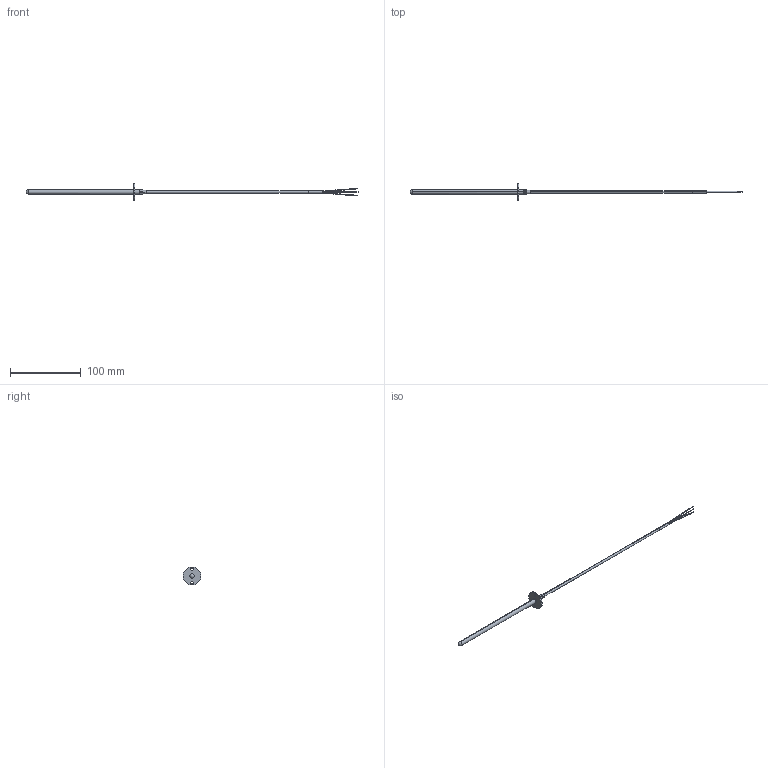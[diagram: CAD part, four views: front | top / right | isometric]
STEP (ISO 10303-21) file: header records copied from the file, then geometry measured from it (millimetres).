
FILE_DESCRIPTION (( 'STEP AP214' ), '1' );
FILE_NAME ('RTD1-F06L06-01.STEP', '2021-06-09T01:01:12', ( '' ), ( '' ), 'SwSTEP 2.0', 'SolidWorks 2017', '' );
FILE_SCHEMA (( 'AUTOMOTIVE_DESIGN' ));
Length unit declared in the file: inch
Products named in the file (1): RTD1-F06L06-01
Bounding box: 469.9 x 25.4 x 25.4 mm (x, y, z)
Volume: 8753.4 mm3; surface area: 14508.7 mm2
Topology: 7 solids, 7 shells, 70 faces, 154 edges, 102 vertices
Faces by surface type: cylinder 32, plane 31, bspline 7
Entity records: 2235 total; most frequent: CARTESIAN_POINT 546, DIRECTION 340, ORIENTED_EDGE 304, EDGE_CURVE 152, AXIS2_PLACEMENT_3D 142, VERTEX_POINT 102, EDGE_LOOP 88, CIRCLE 78
